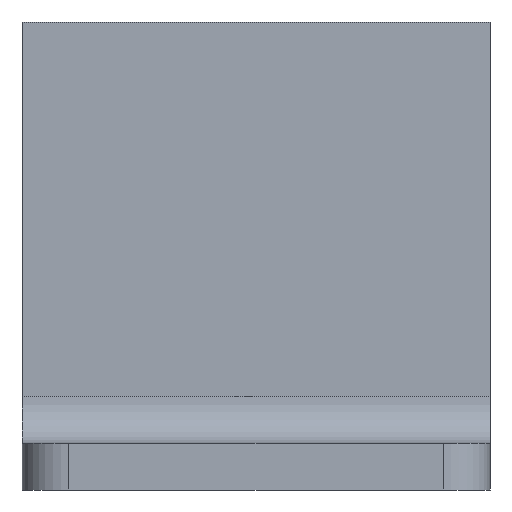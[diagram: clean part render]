
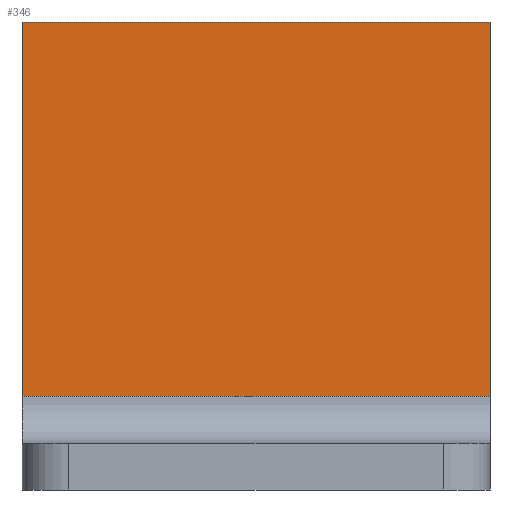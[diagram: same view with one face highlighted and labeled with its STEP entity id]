
A CAD part, front view. The second image highlights one B-rep face of the part: STEP entity #346.
In plain terms, the highlighted planar face has unit normal (0, -1, 0).
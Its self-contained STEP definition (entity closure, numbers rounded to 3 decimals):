
#81=DIRECTION('',(1.,0.,0.));
#82=VECTOR('',#81,50.);
#83=CARTESIAN_POINT('',(-50.,-5.,0.));
#84=LINE('',#83,#82);
#85=DIRECTION('',(0.,0.,-1.));
#86=VECTOR('',#85,40.);
#87=CARTESIAN_POINT('',(0.,-5.,0.));
#88=LINE('',#87,#86);
#89=DIRECTION('',(0.,0.,1.));
#90=VECTOR('',#89,40.);
#91=CARTESIAN_POINT('',(-50.,-5.,-40.));
#92=LINE('',#91,#90);
#102=DIRECTION('',(1.,0.,0.));
#103=VECTOR('',#102,50.);
#104=CARTESIAN_POINT('',(-50.,-5.,-40.));
#105=LINE('',#104,#103);
#149=CARTESIAN_POINT('',(-50.,-5.,0.));
#150=CARTESIAN_POINT('',(0.,-5.,0.));
#151=VERTEX_POINT('',#149);
#152=VERTEX_POINT('',#150);
#165=CARTESIAN_POINT('',(0.,-5.,-40.));
#166=VERTEX_POINT('',#165);
#167=CARTESIAN_POINT('',(-50.,-5.,-40.));
#168=VERTEX_POINT('',#167);
#334=CARTESIAN_POINT('',(0.,-5.,0.));
#335=DIRECTION('',(0.,1.,0.));
#336=DIRECTION('',(1.,0.,0.));
#337=AXIS2_PLACEMENT_3D('',#334,#335,#336);
#338=PLANE('',#337);
#339=ORIENTED_EDGE('',*,*,#209,.T.);
#340=ORIENTED_EDGE('',*,*,#224,.T.);
#342=ORIENTED_EDGE('',*,*,#341,.F.);
#343=ORIENTED_EDGE('',*,*,#328,.T.);
#344=EDGE_LOOP('',(#339,#340,#342,#343));
#345=FACE_OUTER_BOUND('',#344,.F.);
#346=ADVANCED_FACE('',(#345),#338,.F.);
#209=EDGE_CURVE('',#151,#152,#84,.T.);
#224=EDGE_CURVE('',#152,#166,#88,.T.);
#328=EDGE_CURVE('',#168,#151,#92,.T.);
#341=EDGE_CURVE('',#168,#166,#105,.T.);
